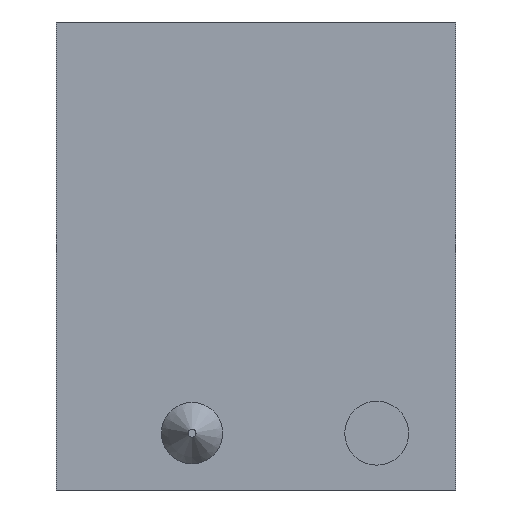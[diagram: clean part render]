
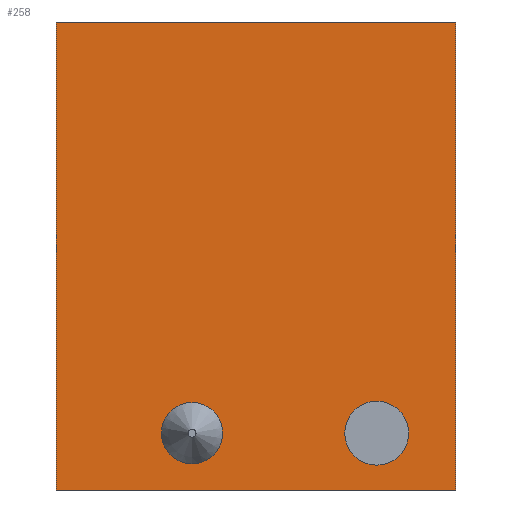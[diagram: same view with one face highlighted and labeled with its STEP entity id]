
A CAD part, left-side view. The second image highlights one B-rep face of the part: STEP entity #258.
In plain terms, the highlighted planar face has unit normal (-1, 0, 0).
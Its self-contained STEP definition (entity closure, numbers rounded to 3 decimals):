
#17=FACE_BOUND('',#64,.T.);
#18=FACE_BOUND('',#65,.T.);
#27=PLANE('',#298);
#44=FACE_OUTER_BOUND('',#63,.T.);
#63=EDGE_LOOP('',(#216,#217,#218,#219));
#64=EDGE_LOOP('',(#220));
#65=EDGE_LOOP('',(#221));
#84=LINE('',#433,#107);
#85=LINE('',#436,#108);
#86=LINE('',#438,#109);
#87=LINE('',#439,#110);
#107=VECTOR('',#361,10.);
#108=VECTOR('',#364,10.);
#109=VECTOR('',#365,10.);
#110=VECTOR('',#366,10.);
#122=CIRCLE('',#289,1.725);
#124=CIRCLE('',#293,1.8);
#131=VERTEX_POINT('',#402);
#133=VERTEX_POINT('',#409);
#140=VERTEX_POINT('',#429);
#141=VERTEX_POINT('',#431);
#142=VERTEX_POINT('',#435);
#143=VERTEX_POINT('',#437);
#156=EDGE_CURVE('',#131,#131,#122,.T.);
#159=EDGE_CURVE('',#133,#133,#124,.T.);
#169=EDGE_CURVE('',#140,#141,#84,.T.);
#170=EDGE_CURVE('',#140,#142,#85,.T.);
#171=EDGE_CURVE('',#143,#141,#86,.T.);
#172=EDGE_CURVE('',#142,#143,#87,.T.);
#216=ORIENTED_EDGE('',*,*,#170,.F.);
#217=ORIENTED_EDGE('',*,*,#169,.T.);
#218=ORIENTED_EDGE('',*,*,#171,.F.);
#219=ORIENTED_EDGE('',*,*,#172,.F.);
#220=ORIENTED_EDGE('',*,*,#159,.T.);
#221=ORIENTED_EDGE('',*,*,#156,.T.);
#258=ADVANCED_FACE('',(#44,#17,#18),#27,.T.);
#289=AXIS2_PLACEMENT_3D('',#404,#333,#334);
#293=AXIS2_PLACEMENT_3D('',#411,#342,#343);
#298=AXIS2_PLACEMENT_3D('',#434,#362,#363);
#333=DIRECTION('center_axis',(1.,0.,0.));
#334=DIRECTION('ref_axis',(0.,0.,1.));
#342=DIRECTION('center_axis',(1.,0.,0.));
#343=DIRECTION('ref_axis',(0.,0.,1.));
#361=DIRECTION('',(0.,0.,1.));
#362=DIRECTION('center_axis',(-1.,0.,0.));
#363=DIRECTION('ref_axis',(0.,-1.,0.));
#364=DIRECTION('',(0.,1.,0.));
#365=DIRECTION('',(0.,-1.,0.));
#366=DIRECTION('',(0.,0.,1.));
#402=CARTESIAN_POINT('',(-6.7,10.25,1.475));
#404=CARTESIAN_POINT('Origin',(-6.7,10.25,3.2));
#409=CARTESIAN_POINT('',(-6.7,-0.15,1.4));
#411=CARTESIAN_POINT('Origin',(-6.7,-0.15,3.2));
#429=CARTESIAN_POINT('',(-6.7,-4.6,0.));
#431=CARTESIAN_POINT('',(-6.7,-4.6,26.35));
#433=CARTESIAN_POINT('',(-6.7,-4.6,0.));
#434=CARTESIAN_POINT('Origin',(-6.7,17.9,0.));
#435=CARTESIAN_POINT('',(-6.7,17.9,0.));
#436=CARTESIAN_POINT('',(-6.7,-4.6,0.));
#437=CARTESIAN_POINT('',(-6.7,17.9,26.35));
#438=CARTESIAN_POINT('',(-6.7,-4.6,26.35));
#439=CARTESIAN_POINT('',(-6.7,17.9,0.));
